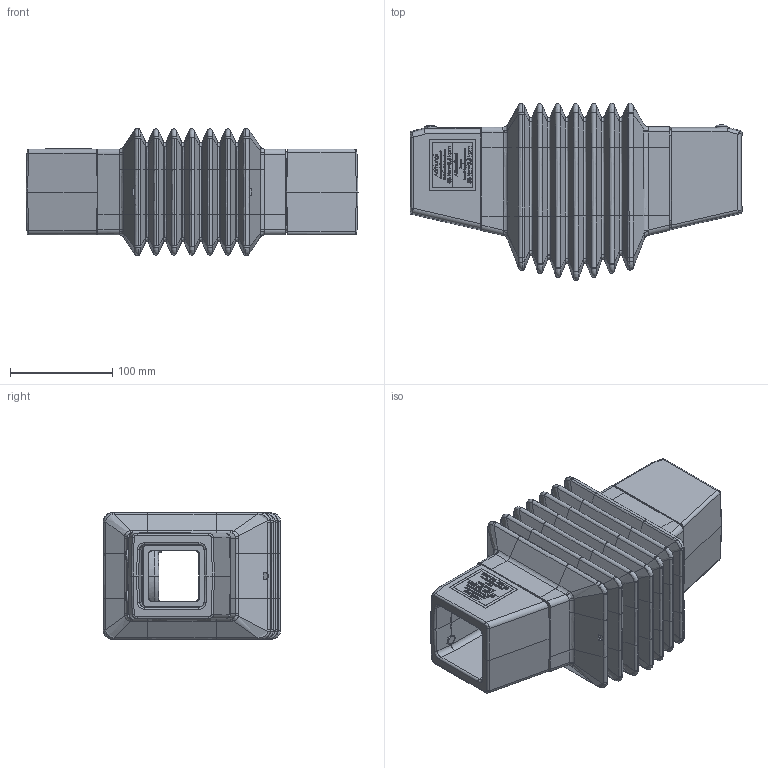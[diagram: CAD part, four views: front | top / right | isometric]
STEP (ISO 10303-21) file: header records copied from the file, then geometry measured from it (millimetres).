
FILE_DESCRIPTION (( 'STEP AP214' ), '1' );
FILE_NAME ('49616700.STEP', '2009-04-27T07:07:15', ( ' ' ), ( '' ), 'SwSTEP 2.0', 'SolidWorks 2008', '' );
FILE_SCHEMA (( 'AUTOMOTIVE_DESIGN' ));
Length unit declared in the file: millimetre
Products named in the file (21): 94644_Standard; 12673_Standard; 84076_Standard; 94617_Einbau ZG; 84113_Standard; 92261_Standard; 93113_Standard; 93099_Standard; 12426_Standard; 93231_Standard; 93265_Standard; 83049_Standard; 93232_Standard; 93209_Standard; 93242_Standard; 82115_Standard; 12672_Standard; 49616700
Assembly tree (35 placements, depth 3):
  49616700
    93231_Standard  x4
    93099_Standard  x2
    93232_Standard  x4
    93265_Standard  x2
    92261_Standard
    12426_Standard
      12426_Standard
    84113_Standard
    84076_Standard
    93113_Standard  x4
    12673_Standard
      12673_Standard
    93209_Standard  x2
    93242_Standard
    82115_Standard  x2
    94644_Standard  x2
    94617_Einbau ZG
    83049_Standard  x2
    12672_Standard
      12672_Standard
Bounding box: 324.38 x 173.09 x 124.03 mm (x, y, z)
Volume: 948390.9 mm3; surface area: 587260.4 mm2
Topology: 31 solids, 32 shells, 4594 faces, 11064 edges, 6611 vertices
Faces by surface type: bspline 2014, plane 1724, cylinder 609, cone 114, torus 111, sphere 22
Entity records: 220153 total; most frequent: CARTESIAN_POINT 121062, ORIENTED_EDGE 20836, DIRECTION 12050, EDGE_CURVE 10418, VERTEX_POINT 6282, LINE 5180, VECTOR 5180, EDGE_LOOP 4510
